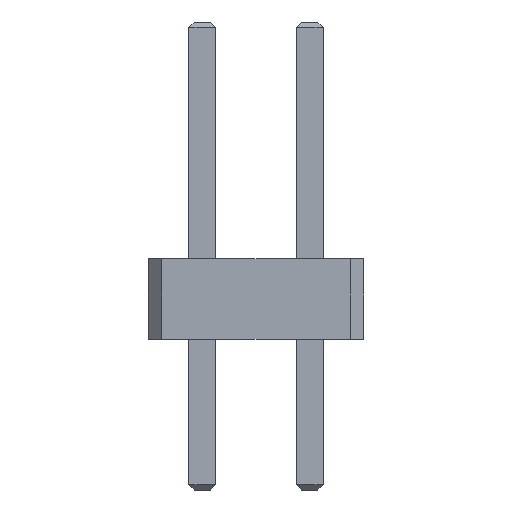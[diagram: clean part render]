
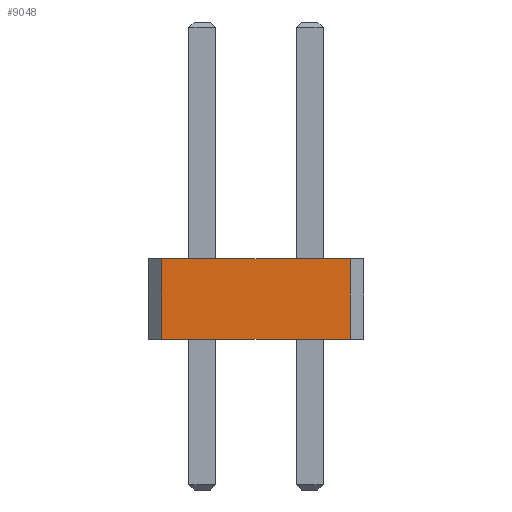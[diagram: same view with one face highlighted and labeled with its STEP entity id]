
A CAD part, front view. The second image highlights one B-rep face of the part: STEP entity #9048.
In plain terms, the highlighted planar face has unit normal (0, -1, 0).
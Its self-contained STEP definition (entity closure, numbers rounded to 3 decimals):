
#44 = PLANE('',#45);
#45 = AXIS2_PLACEMENT_3D('',#46,#47,#48);
#46 = CARTESIAN_POINT('',(-1.,0.75,0.));
#47 = DIRECTION('',(0.,0.,-1.));
#48 = DIRECTION('',(0.,1.,0.));
#100 = PLANE('',#101);
#101 = AXIS2_PLACEMENT_3D('',#102,#103,#104);
#102 = CARTESIAN_POINT('',(-1.,0.75,1.5));
#103 = DIRECTION('',(0.,0.,-1.));
#104 = DIRECTION('',(-1.,0.,0.));
#1001 = VERTEX_POINT('',#1002);
#1002 = CARTESIAN_POINT('',(2.75,-19.,0.));
#1016 = PLANE('',#1017);
#1017 = AXIS2_PLACEMENT_3D('',#1018,#1019,#1020);
#1018 = CARTESIAN_POINT('',(2.875,-18.875,0.));
#1019 = DIRECTION('',(0.707,-0.707,0.));
#1020 = DIRECTION('',(0.,0.,-1.));
#1028 = EDGE_CURVE('',#1029,#1001,#1031,.T.);
#1029 = VERTEX_POINT('',#1030);
#1030 = CARTESIAN_POINT('',(-0.75,-19.,0.));
#1031 = SURFACE_CURVE('',#1032,(#1036,#1043),.PCURVE_S1.);
#1032 = LINE('',#1033,#1034);
#1033 = CARTESIAN_POINT('',(-1.,-19.,0.));
#1034 = VECTOR('',#1035,1.);
#1035 = DIRECTION('',(1.,0.,0.));
#1036 = PCURVE('',#44,#1037);
#1037 = DEFINITIONAL_REPRESENTATION('',(#1038),#1042);
#1038 = LINE('',#1039,#1040);
#1039 = CARTESIAN_POINT('',(-19.75,0.));
#1040 = VECTOR('',#1041,1.);
#1041 = DIRECTION('',(0.,1.));
#1042 = ( GEOMETRIC_REPRESENTATION_CONTEXT(2) 
PARAMETRIC_REPRESENTATION_CONTEXT() REPRESENTATION_CONTEXT('2D SPACE',''
  ) );
#1043 = PCURVE('',#1044,#1049);
#1044 = PLANE('',#1045);
#1045 = AXIS2_PLACEMENT_3D('',#1046,#1047,#1048);
#1046 = CARTESIAN_POINT('',(-1.,-19.,0.));
#1047 = DIRECTION('',(0.,1.,0.));
#1048 = DIRECTION('',(1.,0.,0.));
#1049 = DEFINITIONAL_REPRESENTATION('',(#1050),#1054);
#1050 = LINE('',#1051,#1052);
#1051 = CARTESIAN_POINT('',(0.,0.));
#1052 = VECTOR('',#1053,1.);
#1053 = DIRECTION('',(1.,0.));
#1054 = ( GEOMETRIC_REPRESENTATION_CONTEXT(2) 
PARAMETRIC_REPRESENTATION_CONTEXT() REPRESENTATION_CONTEXT('2D SPACE',''
  ) );
#1072 = PLANE('',#1073);
#1073 = AXIS2_PLACEMENT_3D('',#1074,#1075,#1076);
#1074 = CARTESIAN_POINT('',(-0.875,-18.875,0.));
#1075 = DIRECTION('',(-0.707,-0.707,0.));
#1076 = DIRECTION('',(0.,0.,-1.));
#4730 = VERTEX_POINT('',#4731);
#4731 = CARTESIAN_POINT('',(2.75,-19.,1.5));
#4752 = EDGE_CURVE('',#4753,#4730,#4755,.T.);
#4753 = VERTEX_POINT('',#4754);
#4754 = CARTESIAN_POINT('',(-0.75,-19.,1.5));
#4755 = SURFACE_CURVE('',#4756,(#4760,#4767),.PCURVE_S1.);
#4756 = LINE('',#4757,#4758);
#4757 = CARTESIAN_POINT('',(-1.,-19.,1.5));
#4758 = VECTOR('',#4759,1.);
#4759 = DIRECTION('',(1.,0.,0.));
#4760 = PCURVE('',#100,#4761);
#4761 = DEFINITIONAL_REPRESENTATION('',(#4762),#4766);
#4762 = LINE('',#4763,#4764);
#4763 = CARTESIAN_POINT('',(0.,-19.75));
#4764 = VECTOR('',#4765,1.);
#4765 = DIRECTION('',(-1.,0.));
#4766 = ( GEOMETRIC_REPRESENTATION_CONTEXT(2) 
PARAMETRIC_REPRESENTATION_CONTEXT() REPRESENTATION_CONTEXT('2D SPACE',''
  ) );
#4767 = PCURVE('',#1044,#4768);
#4768 = DEFINITIONAL_REPRESENTATION('',(#4769),#4773);
#4769 = LINE('',#4770,#4771);
#4770 = CARTESIAN_POINT('',(0.,-1.5));
#4771 = VECTOR('',#4772,1.);
#4772 = DIRECTION('',(1.,0.));
#4773 = ( GEOMETRIC_REPRESENTATION_CONTEXT(2) 
PARAMETRIC_REPRESENTATION_CONTEXT() REPRESENTATION_CONTEXT('2D SPACE',''
  ) );
#9028 = EDGE_CURVE('',#1029,#4753,#9029,.T.);
#9029 = SURFACE_CURVE('',#9030,(#9034,#9041),.PCURVE_S1.);
#9030 = LINE('',#9031,#9032);
#9031 = CARTESIAN_POINT('',(-0.75,-19.,0.));
#9032 = VECTOR('',#9033,1.);
#9033 = DIRECTION('',(0.,0.,1.));
#9034 = PCURVE('',#1072,#9035);
#9035 = DEFINITIONAL_REPRESENTATION('',(#9036),#9040);
#9036 = LINE('',#9037,#9038);
#9037 = CARTESIAN_POINT('',(0.,0.177));
#9038 = VECTOR('',#9039,1.);
#9039 = DIRECTION('',(-1.,0.));
#9040 = ( GEOMETRIC_REPRESENTATION_CONTEXT(2) 
PARAMETRIC_REPRESENTATION_CONTEXT() REPRESENTATION_CONTEXT('2D SPACE',''
  ) );
#9041 = PCURVE('',#1044,#9042);
#9042 = DEFINITIONAL_REPRESENTATION('',(#9043),#9047);
#9043 = LINE('',#9044,#9045);
#9044 = CARTESIAN_POINT('',(0.25,0.));
#9045 = VECTOR('',#9046,1.);
#9046 = DIRECTION('',(0.,-1.));
#9047 = ( GEOMETRIC_REPRESENTATION_CONTEXT(2) 
PARAMETRIC_REPRESENTATION_CONTEXT() REPRESENTATION_CONTEXT('2D SPACE',''
  ) );
#9048 = ADVANCED_FACE('',(#9049),#1044,.F.);
#9049 = FACE_BOUND('',#9050,.F.);
#9050 = EDGE_LOOP('',(#9051,#9052,#9053,#9054));
#9051 = ORIENTED_EDGE('',*,*,#1028,.F.);
#9052 = ORIENTED_EDGE('',*,*,#9028,.T.);
#9053 = ORIENTED_EDGE('',*,*,#4752,.T.);
#9054 = ORIENTED_EDGE('',*,*,#9055,.F.);
#9055 = EDGE_CURVE('',#1001,#4730,#9056,.T.);
#9056 = SURFACE_CURVE('',#9057,(#9061,#9068),.PCURVE_S1.);
#9057 = LINE('',#9058,#9059);
#9058 = CARTESIAN_POINT('',(2.75,-19.,0.));
#9059 = VECTOR('',#9060,1.);
#9060 = DIRECTION('',(0.,0.,1.));
#9061 = PCURVE('',#1044,#9062);
#9062 = DEFINITIONAL_REPRESENTATION('',(#9063),#9067);
#9063 = LINE('',#9064,#9065);
#9064 = CARTESIAN_POINT('',(3.75,0.));
#9065 = VECTOR('',#9066,1.);
#9066 = DIRECTION('',(0.,-1.));
#9067 = ( GEOMETRIC_REPRESENTATION_CONTEXT(2) 
PARAMETRIC_REPRESENTATION_CONTEXT() REPRESENTATION_CONTEXT('2D SPACE',''
  ) );
#9068 = PCURVE('',#1016,#9069);
#9069 = DEFINITIONAL_REPRESENTATION('',(#9070),#9074);
#9070 = LINE('',#9071,#9072);
#9071 = CARTESIAN_POINT('',(0.,-0.177));
#9072 = VECTOR('',#9073,1.);
#9073 = DIRECTION('',(-1.,0.));
#9074 = ( GEOMETRIC_REPRESENTATION_CONTEXT(2) 
PARAMETRIC_REPRESENTATION_CONTEXT() REPRESENTATION_CONTEXT('2D SPACE',''
  ) );
